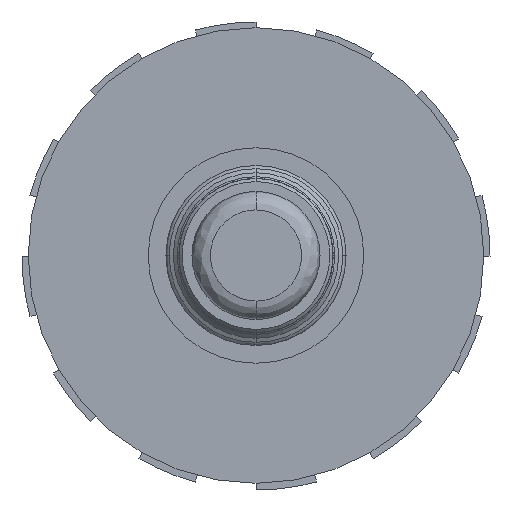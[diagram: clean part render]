
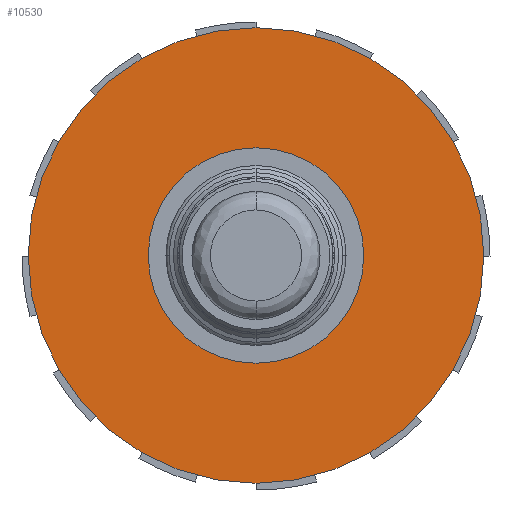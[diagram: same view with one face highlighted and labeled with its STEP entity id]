
A CAD part, front view. The second image highlights one B-rep face of the part: STEP entity #10530.
In plain terms, the highlighted planar face has unit normal (0, -1, 0).
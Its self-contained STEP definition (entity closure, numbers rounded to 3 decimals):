
#133 = CARTESIAN_POINT ( 'NONE',  ( 459.125, 146.088, 33.15 ) ) ;
#135 = CARTESIAN_POINT ( 'NONE',  ( 459.125, 146.088, 29.65 ) ) ;
#151 = CARTESIAN_POINT ( 'NONE',  ( 459.125, 146.088, 35.1 ) ) ;
#154 = CARTESIAN_POINT ( 'NONE',  ( 459.125, 146.088, 27.7 ) ) ;
#809 = FACE_BOUND ( 'NONE', #4745, .T. ) ;
#810 = PLANE ( 'NONE',  #1831 ) ;
#811 = CARTESIAN_POINT ( 'NONE',  ( 456.625, 146.088, 31.4 ) ) ;
#812 = DIRECTION ( 'NONE',  ( 0., 1., 0. ) ) ;
#818 = DIRECTION ( 'NONE',  ( 0., 0., 1. ) ) ;
#823 = FACE_OUTER_BOUND ( 'NONE', #4719, .T. ) ;
#1368 = CIRCLE ( 'NONE', #1415, 1.75 ) ;
#1415 = AXIS2_PLACEMENT_3D ( 'NONE', #8640, #8652, #8637 ) ;
#1465 = CIRCLE ( 'NONE', #1475, 3.7 ) ;
#1475 = AXIS2_PLACEMENT_3D ( 'NONE', #8673, #8689, #8695 ) ;
#1831 = AXIS2_PLACEMENT_3D ( 'NONE', #811, #812, #818 ) ;
#3203 = EDGE_CURVE ( 'NONE', #4257, #4251, #6330, .T. ) ;
#3250 = EDGE_CURVE ( 'NONE', #4290, #4243, #6471, .T. ) ;
#3465 = EDGE_CURVE ( 'NONE', #4243, #4290, #1368, .T. ) ;
#3483 = EDGE_CURVE ( 'NONE', #4251, #4257, #1465, .T. ) ;
#4243 = VERTEX_POINT ( 'NONE', #133 ) ;
#4251 = VERTEX_POINT ( 'NONE', #154 ) ;
#4257 = VERTEX_POINT ( 'NONE', #151 ) ;
#4290 = VERTEX_POINT ( 'NONE', #135 ) ;
#4719 = EDGE_LOOP ( 'NONE', ( #10107, #4950 ) ) ;
#4745 = EDGE_LOOP ( 'NONE', ( #4980, #5000 ) ) ;
#4950 = ORIENTED_EDGE ( 'NONE', *, *, #3203, .F. ) ;
#4980 = ORIENTED_EDGE ( 'NONE', *, *, #3250, .F. ) ;
#5000 = ORIENTED_EDGE ( 'NONE', *, *, #3465, .F. ) ;
#5290 = DIRECTION ( 'NONE',  ( 0., 0., -1. ) ) ;
#5305 = CARTESIAN_POINT ( 'NONE',  ( 459.125, 146.088, 31.4 ) ) ;
#5312 = DIRECTION ( 'NONE',  ( 0., -1., 0. ) ) ;
#6034 = CARTESIAN_POINT ( 'NONE',  ( 459.125, 146.088, 31.4 ) ) ;
#6042 = DIRECTION ( 'NONE',  ( 0., 1., 0. ) ) ;
#6043 = DIRECTION ( 'NONE',  ( 0., 0., -1. ) ) ;
#6330 = CIRCLE ( 'NONE', #6331, 3.7 ) ;
#6331 = AXIS2_PLACEMENT_3D ( 'NONE', #6034, #6042, #6043 ) ;
#6453 = AXIS2_PLACEMENT_3D ( 'NONE', #5305, #5312, #5290 ) ;
#6471 = CIRCLE ( 'NONE', #6453, 1.75 ) ;
#8637 = DIRECTION ( 'NONE',  ( 0., 0., -1. ) ) ;
#8640 = CARTESIAN_POINT ( 'NONE',  ( 459.125, 146.088, 31.4 ) ) ;
#8652 = DIRECTION ( 'NONE',  ( 0., -1., 0. ) ) ;
#8673 = CARTESIAN_POINT ( 'NONE',  ( 459.125, 146.088, 31.4 ) ) ;
#8689 = DIRECTION ( 'NONE',  ( 0., 1., 0. ) ) ;
#8695 = DIRECTION ( 'NONE',  ( 0., 0., -1. ) ) ;
#10107 = ORIENTED_EDGE ( 'NONE', *, *, #3483, .F. ) ;
#10530 = ADVANCED_FACE ( 'NONE', ( #823, #809 ), #810, .F. ) ;
